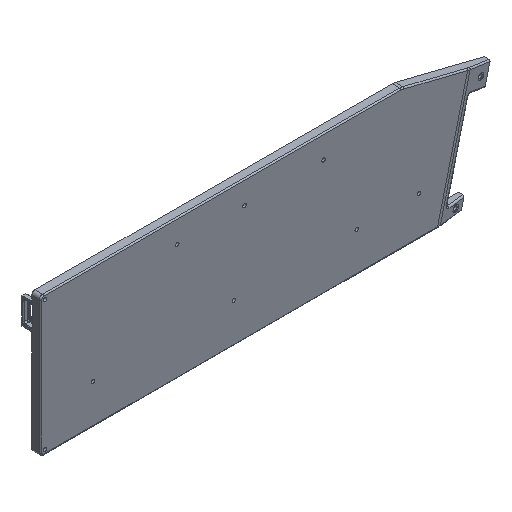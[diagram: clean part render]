
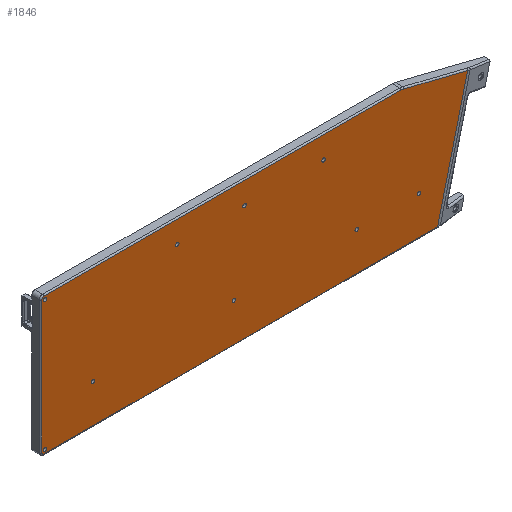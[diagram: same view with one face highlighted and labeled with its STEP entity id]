
A CAD part, isometric view. The second image highlights one B-rep face of the part: STEP entity #1846.
In plain terms, the highlighted planar face has unit normal (0, -1, 0).
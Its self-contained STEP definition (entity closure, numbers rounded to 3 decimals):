
#50=FACE_BOUND('',#328,.T.);
#51=FACE_BOUND('',#329,.T.);
#52=FACE_BOUND('',#330,.T.);
#53=FACE_BOUND('',#331,.T.);
#54=FACE_BOUND('',#332,.T.);
#55=FACE_BOUND('',#333,.T.);
#56=FACE_BOUND('',#334,.T.);
#57=FACE_BOUND('',#335,.T.);
#58=FACE_BOUND('',#336,.T.);
#91=PLANE('',#2064);
#207=FACE_OUTER_BOUND('',#327,.T.);
#327=EDGE_LOOP('',(#1664,#1665,#1666,#1667,#1668,#1669,#1670,#1671));
#328=EDGE_LOOP('',(#1672));
#329=EDGE_LOOP('',(#1673));
#330=EDGE_LOOP('',(#1674));
#331=EDGE_LOOP('',(#1675));
#332=EDGE_LOOP('',(#1676));
#333=EDGE_LOOP('',(#1677));
#334=EDGE_LOOP('',(#1678));
#335=EDGE_LOOP('',(#1679));
#336=EDGE_LOOP('',(#1680));
#472=LINE('',#3243,#618);
#477=LINE('',#3268,#623);
#478=LINE('',#3270,#624);
#480=LINE('',#3273,#626);
#482=LINE('',#3276,#628);
#618=VECTOR('',#2582,10.);
#623=VECTOR('',#2613,10.);
#624=VECTOR('',#2616,10.);
#626=VECTOR('',#2620,10.);
#628=VECTOR('',#2624,10.);
#633=CIRCLE('',#1854,1.1);
#667=CIRCLE('',#1919,1.1);
#711=CIRCLE('',#1995,1.1);
#712=CIRCLE('',#1997,1.1);
#713=CIRCLE('',#1999,1.1);
#714=CIRCLE('',#2001,1.1);
#715=CIRCLE('',#2003,1.1);
#716=CIRCLE('',#2005,1.1);
#717=CIRCLE('',#2007,1.1);
#731=CIRCLE('',#2040,1.2);
#735=CIRCLE('',#2047,7.2);
#739=CIRCLE('',#2053,1.2);
#740=VERTEX_POINT('',#2651);
#799=VERTEX_POINT('',#2824);
#863=VERTEX_POINT('',#3057);
#864=VERTEX_POINT('',#3061);
#865=VERTEX_POINT('',#3065);
#866=VERTEX_POINT('',#3069);
#867=VERTEX_POINT('',#3073);
#868=VERTEX_POINT('',#3077);
#869=VERTEX_POINT('',#3081);
#888=VERTEX_POINT('',#3219);
#892=VERTEX_POINT('',#3228);
#893=VERTEX_POINT('',#3233);
#895=VERTEX_POINT('',#3237);
#897=VERTEX_POINT('',#3247);
#899=VERTEX_POINT('',#3251);
#901=VERTEX_POINT('',#3259);
#902=VERTEX_POINT('',#3262);
#904=EDGE_CURVE('',#740,#740,#633,.T.);
#989=EDGE_CURVE('',#799,#799,#667,.T.);
#1090=EDGE_CURVE('',#863,#863,#711,.T.);
#1092=EDGE_CURVE('',#864,#864,#712,.T.);
#1094=EDGE_CURVE('',#865,#865,#713,.T.);
#1096=EDGE_CURVE('',#866,#866,#714,.T.);
#1098=EDGE_CURVE('',#867,#867,#715,.T.);
#1100=EDGE_CURVE('',#868,#868,#716,.T.);
#1102=EDGE_CURVE('',#869,#869,#717,.T.);
#1143=EDGE_CURVE('',#895,#893,#731,.T.);
#1145=EDGE_CURVE('',#888,#895,#472,.T.);
#1150=EDGE_CURVE('',#899,#897,#735,.T.);
#1156=EDGE_CURVE('',#902,#901,#739,.T.);
#1158=EDGE_CURVE('',#893,#902,#477,.T.);
#1159=EDGE_CURVE('',#901,#899,#478,.T.);
#1161=EDGE_CURVE('',#897,#892,#480,.T.);
#1163=EDGE_CURVE('',#892,#888,#482,.T.);
#1664=ORIENTED_EDGE('',*,*,#1156,.F.);
#1665=ORIENTED_EDGE('',*,*,#1158,.F.);
#1666=ORIENTED_EDGE('',*,*,#1143,.F.);
#1667=ORIENTED_EDGE('',*,*,#1145,.F.);
#1668=ORIENTED_EDGE('',*,*,#1163,.F.);
#1669=ORIENTED_EDGE('',*,*,#1161,.F.);
#1670=ORIENTED_EDGE('',*,*,#1150,.F.);
#1671=ORIENTED_EDGE('',*,*,#1159,.F.);
#1672=ORIENTED_EDGE('',*,*,#989,.T.);
#1673=ORIENTED_EDGE('',*,*,#904,.T.);
#1674=ORIENTED_EDGE('',*,*,#1090,.T.);
#1675=ORIENTED_EDGE('',*,*,#1092,.T.);
#1676=ORIENTED_EDGE('',*,*,#1094,.T.);
#1677=ORIENTED_EDGE('',*,*,#1096,.T.);
#1678=ORIENTED_EDGE('',*,*,#1098,.T.);
#1679=ORIENTED_EDGE('',*,*,#1100,.T.);
#1680=ORIENTED_EDGE('',*,*,#1102,.T.);
#1846=ADVANCED_FACE('',(#207,#50,#51,#52,#53,#54,#55,#56,#57,#58),#91,.T.);
#1854=AXIS2_PLACEMENT_3D('',#2652,#2073,#2074);
#1919=AXIS2_PLACEMENT_3D('',#2825,#2252,#2253);
#1995=AXIS2_PLACEMENT_3D('',#3058,#2461,#2462);
#1997=AXIS2_PLACEMENT_3D('',#3062,#2466,#2467);
#1999=AXIS2_PLACEMENT_3D('',#3066,#2471,#2472);
#2001=AXIS2_PLACEMENT_3D('',#3070,#2476,#2477);
#2003=AXIS2_PLACEMENT_3D('',#3074,#2481,#2482);
#2005=AXIS2_PLACEMENT_3D('',#3078,#2486,#2487);
#2007=AXIS2_PLACEMENT_3D('',#3082,#2491,#2492);
#2040=AXIS2_PLACEMENT_3D('',#3239,#2575,#2576);
#2047=AXIS2_PLACEMENT_3D('',#3253,#2592,#2593);
#2053=AXIS2_PLACEMENT_3D('',#3264,#2606,#2607);
#2064=AXIS2_PLACEMENT_3D('',#3287,#2639,#2640);
#2073=DIRECTION('center_axis',(0.,1.,0.));
#2074=DIRECTION('ref_axis',(1.,0.,0.));
#2252=DIRECTION('center_axis',(0.,1.,0.));
#2253=DIRECTION('ref_axis',(1.,0.,0.));
#2461=DIRECTION('center_axis',(0.,1.,0.));
#2462=DIRECTION('ref_axis',(-1.,0.,0.));
#2466=DIRECTION('center_axis',(0.,1.,0.));
#2467=DIRECTION('ref_axis',(-1.,0.,0.));
#2471=DIRECTION('center_axis',(0.,1.,0.));
#2472=DIRECTION('ref_axis',(-1.,0.,0.));
#2476=DIRECTION('center_axis',(0.,1.,0.));
#2477=DIRECTION('ref_axis',(-1.,0.,0.));
#2481=DIRECTION('center_axis',(0.,1.,0.));
#2482=DIRECTION('ref_axis',(-1.,0.,0.));
#2486=DIRECTION('center_axis',(0.,1.,0.));
#2487=DIRECTION('ref_axis',(-1.,0.,0.));
#2491=DIRECTION('center_axis',(0.,1.,0.));
#2492=DIRECTION('ref_axis',(-1.,0.,0.));
#2575=DIRECTION('center_axis',(0.,1.,0.));
#2576=DIRECTION('ref_axis',(-0.707,0.,-0.707));
#2582=DIRECTION('',(-1.,0.,0.));
#2592=DIRECTION('center_axis',(0.,1.,0.));
#2593=DIRECTION('ref_axis',(0.122,0.,0.993));
#2606=DIRECTION('center_axis',(0.,1.,0.));
#2607=DIRECTION('ref_axis',(-0.707,0.,0.707));
#2613=DIRECTION('',(0.,0.,1.));
#2616=DIRECTION('',(1.,0.,0.));
#2620=DIRECTION('',(0.97,0.,-0.242));
#2624=DIRECTION('',(-0.242,0.,-0.97));
#2639=DIRECTION('center_axis',(0.,-1.,0.));
#2640=DIRECTION('ref_axis',(0.,0.,-1.));
#2651=CARTESIAN_POINT('',(1.819,-5.6,2.919));
#2652=CARTESIAN_POINT('Origin',(2.919,-5.6,2.919));
#2824=CARTESIAN_POINT('',(1.819,-5.6,85.081));
#2825=CARTESIAN_POINT('Origin',(2.919,-5.6,85.081));
#3057=CARTESIAN_POINT('',(34.35,-5.6,25.));
#3058=CARTESIAN_POINT('Origin',(33.25,-5.6,25.));
#3061=CARTESIAN_POINT('',(123.35,-5.6,25.));
#3062=CARTESIAN_POINT('Origin',(122.25,-5.6,25.));
#3065=CARTESIAN_POINT('',(87.6,-5.6,73.5));
#3066=CARTESIAN_POINT('Origin',(86.5,-5.6,73.5));
#3069=CARTESIAN_POINT('',(130.1,-5.6,73.5));
#3070=CARTESIAN_POINT('Origin',(129.,-5.6,73.5));
#3073=CARTESIAN_POINT('',(240.6,-5.6,25.));
#3074=CARTESIAN_POINT('Origin',(239.5,-5.6,25.));
#3077=CARTESIAN_POINT('',(201.1,-5.6,25.));
#3078=CARTESIAN_POINT('Origin',(200.,-5.6,25.));
#3081=CARTESIAN_POINT('',(180.1,-5.6,73.5));
#3082=CARTESIAN_POINT('Origin',(179.,-5.6,73.5));
#3219=CARTESIAN_POINT('',(251.218,-5.6,0.8));
#3228=CARTESIAN_POINT('',(270.192,-5.6,76.902));
#3233=CARTESIAN_POINT('',(0.8,-5.6,2.));
#3237=CARTESIAN_POINT('',(2.,-5.6,0.8));
#3239=CARTESIAN_POINT('Origin',(2.,-5.6,2.));
#3243=CARTESIAN_POINT('',(78.274,-5.6,0.8));
#3247=CARTESIAN_POINT('',(229.746,-5.6,86.986));
#3251=CARTESIAN_POINT('',(228.004,-5.6,87.2));
#3253=CARTESIAN_POINT('Origin',(228.004,-5.6,80.));
#3259=CARTESIAN_POINT('',(2.,-5.6,87.2));
#3262=CARTESIAN_POINT('',(0.8,-5.6,86.));
#3264=CARTESIAN_POINT('Origin',(2.,-5.6,86.));
#3268=CARTESIAN_POINT('',(0.8,-5.6,66.));
#3270=CARTESIAN_POINT('',(192.767,-5.6,87.2));
#3273=CARTESIAN_POINT('',(241.911,-5.6,83.953));
#3276=CARTESIAN_POINT('',(263.102,-5.6,48.464));
#3287=CARTESIAN_POINT('Origin',(156.547,-5.6,44.));
